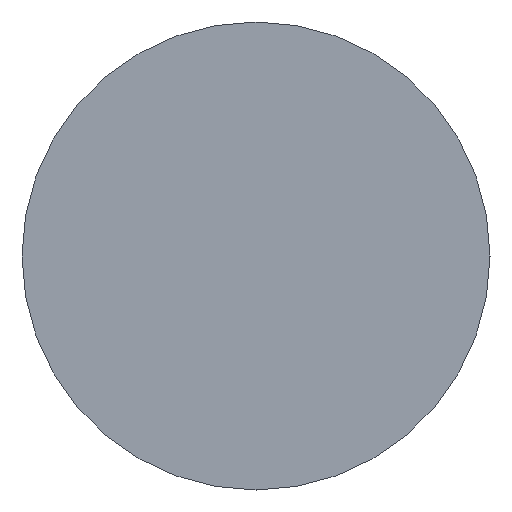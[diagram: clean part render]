
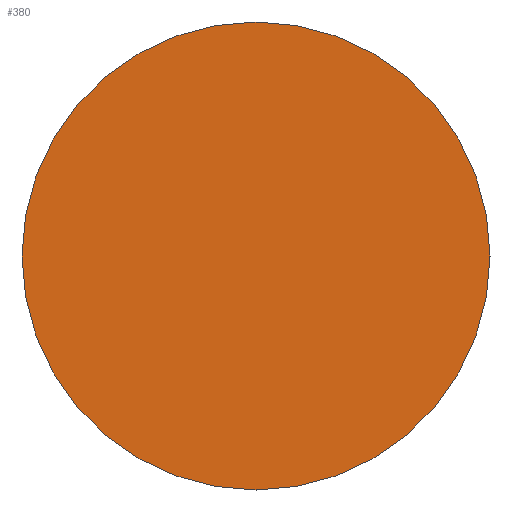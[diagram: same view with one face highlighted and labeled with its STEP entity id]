
A CAD part, front view. The second image highlights one B-rep face of the part: STEP entity #380.
In plain terms, the highlighted planar face has unit normal (0, -1, 0).
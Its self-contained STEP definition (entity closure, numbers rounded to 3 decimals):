
#216 = VERTEX_POINT ( 'NONE', #902 ) ;
#308 = VERTEX_POINT ( 'NONE', #1157 ) ;
#310 = EDGE_CURVE ( 'NONE', #216, #308, #1158, .T. ) ;
#359 = ORIENTED_EDGE ( 'NONE', *, *, #578, .T. ) ;
#380 = ADVANCED_FACE ( 'NONE', ( #1091 ), #1090, .T. ) ;
#475 = ORIENTED_EDGE ( 'NONE', *, *, #310, .T. ) ;
#479 = EDGE_LOOP ( 'NONE', ( #475, #359 ) ) ;
#578 = EDGE_CURVE ( 'NONE', #308, #216, #1334, .T. ) ;
#902 = CARTESIAN_POINT ( 'NONE',  ( 0., 0., -35. ) ) ;
#1053 = DIRECTION ( 'NONE',  ( 0., 0., -1. ) ) ;
#1086 = DIRECTION ( 'NONE',  ( 0., 0., -1. ) ) ;
#1087 = DIRECTION ( 'NONE',  ( 0., -1., 0. ) ) ;
#1088 = CARTESIAN_POINT ( 'NONE',  ( 35., 0., 0. ) ) ;
#1089 = AXIS2_PLACEMENT_3D ( 'NONE', #1088, #1087, #1086 ) ;
#1090 = PLANE ( 'NONE',  #1089 ) ;
#1091 = FACE_OUTER_BOUND ( 'NONE', #479, .T. ) ;
#1157 = CARTESIAN_POINT ( 'NONE',  ( 0., 0., 35. ) ) ;
#1158 = CIRCLE ( 'NONE', #1226, 35. ) ;
#1224 = DIRECTION ( 'NONE',  ( 0., -1., 0. ) ) ;
#1225 = CARTESIAN_POINT ( 'NONE',  ( 0., 0., 0. ) ) ;
#1226 = AXIS2_PLACEMENT_3D ( 'NONE', #1225, #1224, #1053 ) ;
#1330 = DIRECTION ( 'NONE',  ( 0., 0., -1. ) ) ;
#1331 = DIRECTION ( 'NONE',  ( 0., -1., 0. ) ) ;
#1332 = CARTESIAN_POINT ( 'NONE',  ( 0., 0., 0. ) ) ;
#1333 = AXIS2_PLACEMENT_3D ( 'NONE', #1332, #1331, #1330 ) ;
#1334 = CIRCLE ( 'NONE', #1333, 35. ) ;
